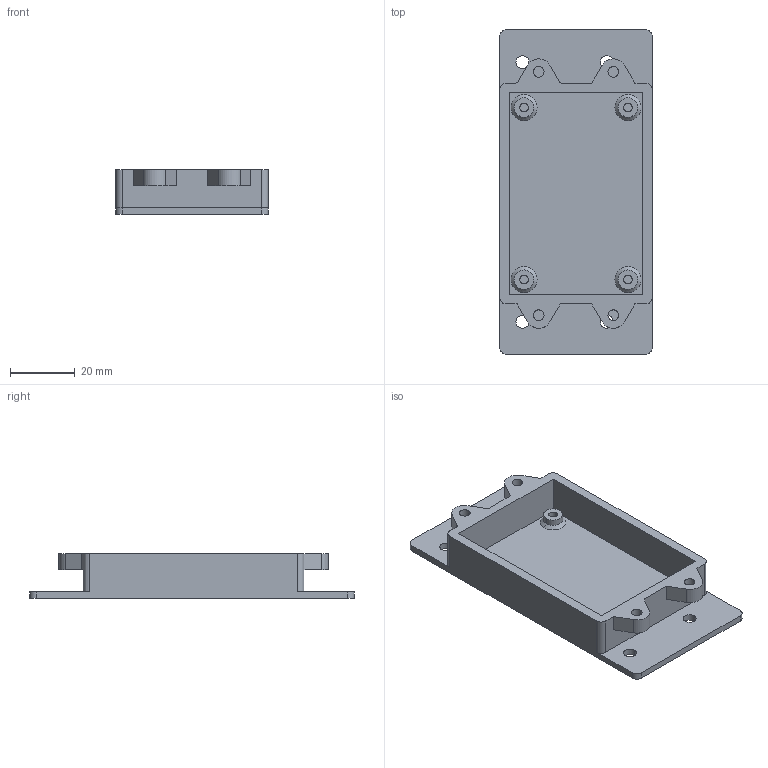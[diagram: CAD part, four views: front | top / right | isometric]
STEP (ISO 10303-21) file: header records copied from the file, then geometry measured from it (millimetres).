
FILE_DESCRIPTION (( 'STEP AP203' ), '1' );
FILE_NAME ('imu嘐隅啣.STEP', '2025-03-23T06:50:01', ( 'zhouli' ), ( '' ), 'SwSTEP 2.0', 'SolidWorks 2019', '' );
FILE_SCHEMA (( 'CONFIG_CONTROL_DESIGN' ));
Length unit declared in the file: millimetre
Products named in the file (1): imu嘐隅啣
Bounding box: 47 x 100 x 13.8 mm (x, y, z)
Volume: 18248.9 mm3; surface area: 16275.2 mm2
Topology: 1 solids, 1 shells, 117 faces, 298 edges, 196 vertices
Faces by surface type: plane 63, cylinder 46, cone 8
Entity records: 3657 total; most frequent: DIRECTION 634, CARTESIAN_POINT 612, ORIENTED_EDGE 596, EDGE_CURVE 298, AXIS2_PLACEMENT_3D 218, VECTOR 198, LINE 198, VERTEX_POINT 196
